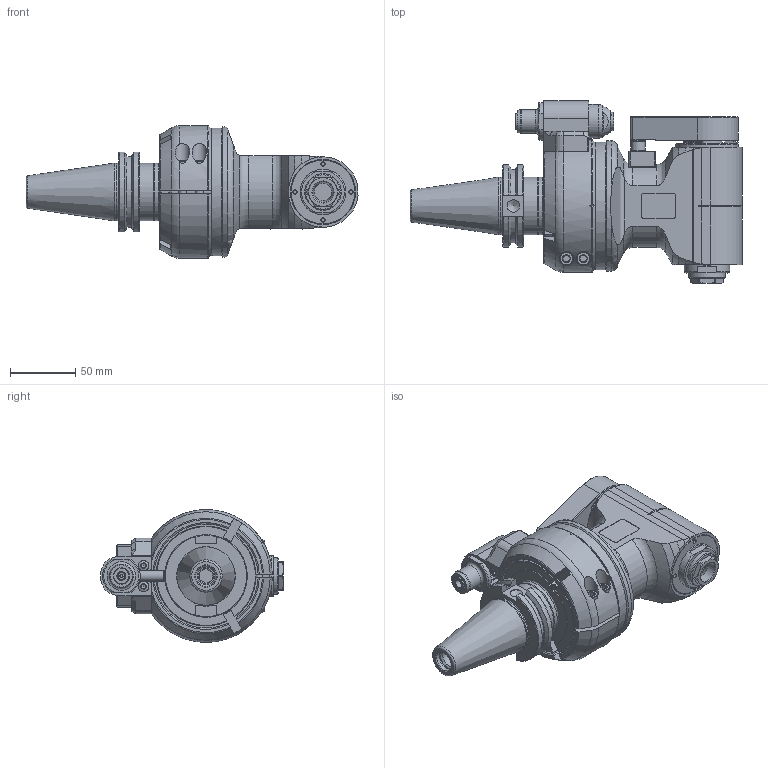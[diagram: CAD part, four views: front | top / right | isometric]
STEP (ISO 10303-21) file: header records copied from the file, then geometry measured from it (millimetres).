
FILE_DESCRIPTION(/* description */ (''),/* implementation_level */ '2;1');
FILE_NAME(/* name */ '9.F90.130C0-1C40.stp',/* time_stamp */ '2024-07-19T10:15:24-04:00',/* author */ ('jkrenzer'),/* organization */ (''),/* preprocessor_version */ 'ST-DEVELOPER v18.1',/* originating_system */ 'Autodesk Inventor 2022',/* authorisation */ '');
FILE_SCHEMA (('AUTOMOTIVE_DESIGN { 1 0 10303 214 3 1 1 }'));
Products named in the file (26): 9.F90.130C0-1C40; 9.F90.130C0-1C40_1; F901300-0B1000; 9GA11C_446_ASM; 9FA636000; VTCEI_M6X30; 9CT401ATC_ASM; 9FA630047; 9FA630056; 9FA630045; 9FA211607; VTCEI_M12X40; VSTEIPCZ_M5X8; 9GP11C_I65_ASM; 9FA636001; VTCEI_M6X16; SPINA-E_6X16; SPINA-E_8X20; 9FA636004; 9PN05000-18; 9FA636036; 9FA636003; 9FA636019; 9FA610162; OR_2031_AF0; 9FA170812
Assembly tree (30 placements, depth 5):
  9.F90.130C0-1C40
    9.F90.130C0-1C40_1
      F901300-0B1000
      9GA11C_446_ASM
        9FA636000
        VTCEI_M6X30  x2
        9CT401ATC_ASM
          9FA630047
          9FA630056
          9FA630045
          9FA211607
          VTCEI_M12X40
          VSTEIPCZ_M5X8  x2
        9GP11C_I65_ASM
          9FA636001
          VTCEI_M6X16  x2
          SPINA-E_6X16  x2
          SPINA-E_8X20  x2
          9FA636004
          9PN05000-18
          9FA636036
          9FA636003
          9FA636019
          9FA610162
          OR_2031_AF0
          9FA170812
Bounding box: 255.15 x 140.5 x 102 mm (x, y, z)
Volume: 1030694 mm3; surface area: 178919.1 mm2
Topology: 27 solids, 38 shells, 847 faces, 2060 edges, 1337 vertices
Faces by surface type: plane 355, cylinder 235, cone 195, torus 45, sphere 10, bspline 7
Full cylindrical faces by diameter (mm): 2.5 x4, 2.6 x2, 3 x2, 3.2 x11, 3.3 x4, 4 x4, 4.2 x8, 5 x13, 6 x12, 6.5 x3, 6.75 x2, 7 x2, 8 x8, 8.5 x1, 8.821 x1, 9 x1, 9.2 x1, 9.4 x2, 9.525 x1, 10 x5, 10.25 x1, 10.4 x2, 11 x4, 12 x5, 12.5 x2, 12.8 x1, 13 x1, 13.376 x1, 13.5 x1, 14 x1
Entity records: 54421 total; most frequent: CARTESIAN_POINT 35091, DIRECTION 4031, ORIENTED_EDGE 3752, EDGE_CURVE 1882, AXIS2_PLACEMENT_3D 1593, VERTEX_POINT 1239, EDGE_LOOP 909, LINE 845
